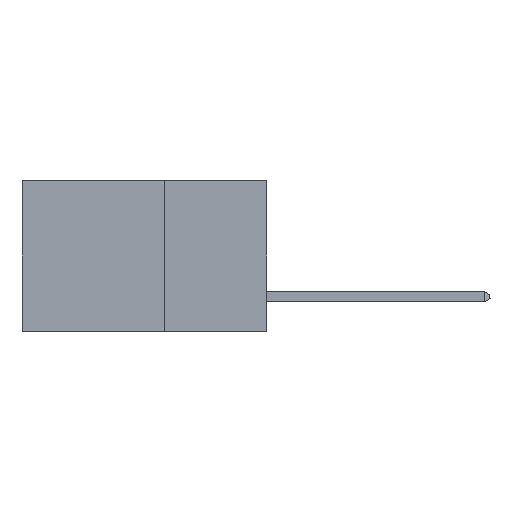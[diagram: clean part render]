
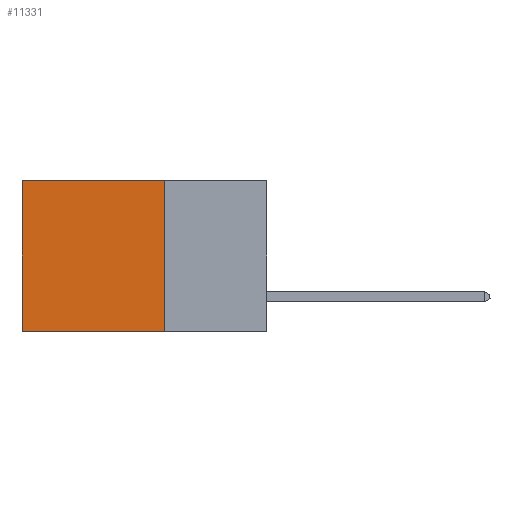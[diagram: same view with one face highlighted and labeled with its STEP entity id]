
A CAD part, left-side view. The second image highlights one B-rep face of the part: STEP entity #11331.
In plain terms, the highlighted planar face has unit normal (-1, 0, 0).
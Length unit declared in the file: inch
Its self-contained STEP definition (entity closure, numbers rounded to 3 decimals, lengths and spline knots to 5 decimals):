
#930 = EDGE_CURVE ( 'NONE', #4336, #13392, #14793, .T. ) ;
#1798 = VECTOR ( 'NONE', #9629, 39.37008 ) ;
#1898 = CARTESIAN_POINT ( 'NONE',  ( 0.2875, 0.25, 0. ) ) ;
#2563 = CARTESIAN_POINT ( 'NONE',  ( 0.2875, 0.25, -0.37 ) ) ;
#2754 = LINE ( 'NONE', #13294, #7807 ) ;
#4336 = VERTEX_POINT ( 'NONE', #18861 ) ;
#4701 = DIRECTION ( 'NONE',  ( 0., 0., -1. ) ) ;
#6256 = LINE ( 'NONE', #2563, #18671 ) ;
#6999 = ORIENTED_EDGE ( 'NONE', *, *, #930, .T. ) ;
#7173 = PLANE ( 'NONE',  #13191 ) ;
#7672 = ORIENTED_EDGE ( 'NONE', *, *, #12317, .F. ) ;
#7807 = VECTOR ( 'NONE', #17705, 39.37008 ) ;
#7932 = ORIENTED_EDGE ( 'NONE', *, *, #11766, .T. ) ;
#8670 = DIRECTION ( 'NONE',  ( 1., 0., 0. ) ) ;
#9177 = ORIENTED_EDGE ( 'NONE', *, *, #19200, .F. ) ;
#9629 = DIRECTION ( 'NONE',  ( 0., 1., 0. ) ) ;
#11331 = ADVANCED_FACE ( 'NONE', ( #12179 ), #7173, .F. ) ;
#11343 = CARTESIAN_POINT ( 'NONE',  ( 0.2875, 0.25, 0. ) ) ;
#11766 = EDGE_CURVE ( 'NONE', #12436, #4336, #19042, .T. ) ;
#12179 = FACE_OUTER_BOUND ( 'NONE', #17735, .T. ) ;
#12301 = CARTESIAN_POINT ( 'NONE',  ( 0.2875, 0.25, -0.37 ) ) ;
#12317 = EDGE_CURVE ( 'NONE', #12436, #19383, #2754, .T. ) ;
#12396 = CARTESIAN_POINT ( 'NONE',  ( 0.2875, 0.6, -0.37 ) ) ;
#12436 = VERTEX_POINT ( 'NONE', #11343 ) ;
#13191 = AXIS2_PLACEMENT_3D ( 'NONE', #17835, #8670, #19374 ) ;
#13294 = CARTESIAN_POINT ( 'NONE',  ( 0.2875, 0.25, 0. ) ) ;
#13392 = VERTEX_POINT ( 'NONE', #12396 ) ;
#14793 = LINE ( 'NONE', #18325, #17863 ) ;
#17705 = DIRECTION ( 'NONE',  ( 0., 0., -1. ) ) ;
#17735 = EDGE_LOOP ( 'NONE', ( #6999, #9177, #7672, #7932 ) ) ;
#17835 = CARTESIAN_POINT ( 'NONE',  ( 0.2875, 0.25, 0. ) ) ;
#17863 = VECTOR ( 'NONE', #4701, 39.37008 ) ;
#18325 = CARTESIAN_POINT ( 'NONE',  ( 0.2875, 0.6, 0. ) ) ;
#18671 = VECTOR ( 'NONE', #19483, 39.37008 ) ;
#18861 = CARTESIAN_POINT ( 'NONE',  ( 0.2875, 0.6, 0. ) ) ;
#19042 = LINE ( 'NONE', #1898, #1798 ) ;
#19200 = EDGE_CURVE ( 'NONE', #19383, #13392, #6256, .T. ) ;
#19374 = DIRECTION ( 'NONE',  ( 0., 0., -1. ) ) ;
#19383 = VERTEX_POINT ( 'NONE', #12301 ) ;
#19483 = DIRECTION ( 'NONE',  ( 0., 1., 0. ) ) ;
